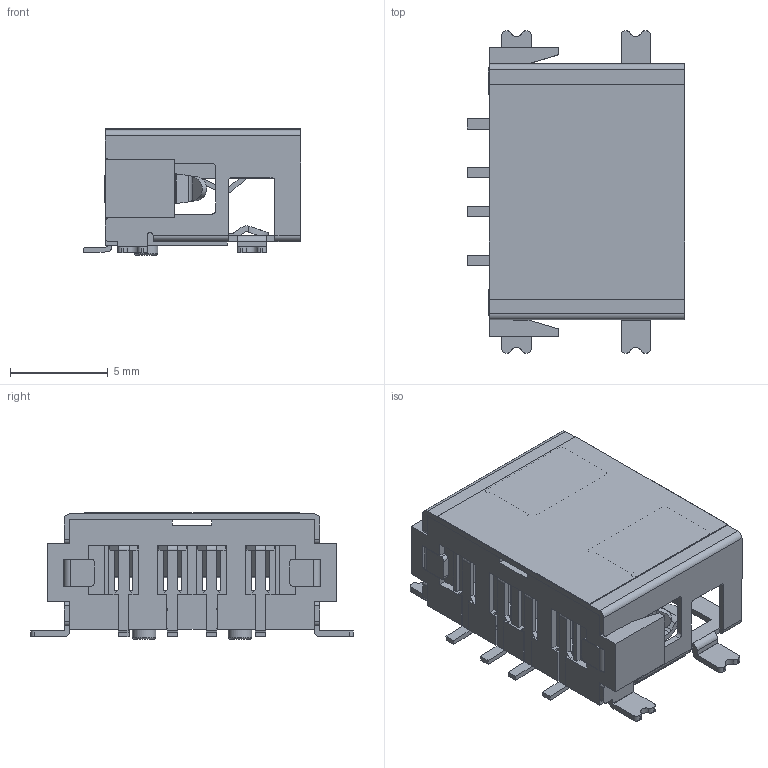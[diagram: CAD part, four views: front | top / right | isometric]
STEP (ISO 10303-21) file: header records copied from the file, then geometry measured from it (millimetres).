
FILE_DESCRIPTION( ( 'Unknown' ), '1' );
FILE_NAME( '629104190121.stp', 'Unknown', ( 'Unknown' ), ( 'Unknown' ), 'PSStep 20.0.26', 'Unknown', ' ' );
FILE_SCHEMA( ( 'AUTOMOTIVE_DESIGN { 1 0 10303 214 1 1 1 1 }' ) );
Length unit declared in the file: millimetre
Products named in the file (5): Assem1; 629104190121_Housing; 629104190121_Shelding; 629104190121_Pin; 629104190121_Mylar
Assembly tree (7 placements, depth 2):
  Assem1
    629104190121_Housing
    629104190121_Shelding
    629104190121_Pin  x4
    629104190121_Mylar
Bounding box: 11.11 x 16.5 x 6.47 mm (x, y, z)
Volume: 350.5 mm3; surface area: 1679.5 mm2
Topology: 7 solids, 7 shells, 757 faces, 2140 edges, 1384 vertices
Faces by surface type: plane 487, cylinder 230, bspline 36, torus 2, extrusion 2
Full cylindrical faces by diameter (mm): 1.2 x2
Entity records: 24112 total; most frequent: CARTESIAN_POINT 4003, ORIENTED_EDGE 3308, DIRECTION 3114, EDGE_CURVE 1654, VECTOR 1276, LINE 1274, VERTEX_POINT 1070, AXIS2_PLACEMENT_3D 919
